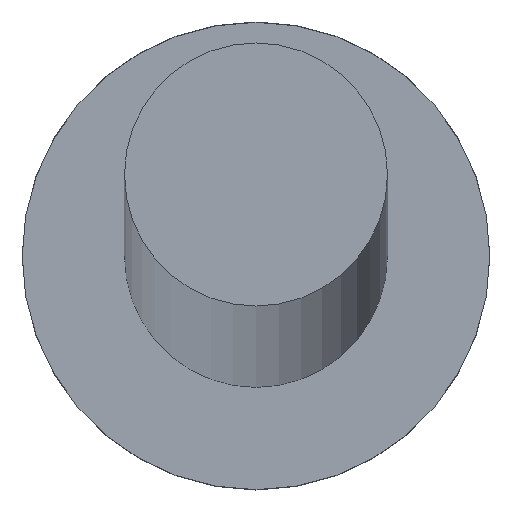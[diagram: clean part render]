
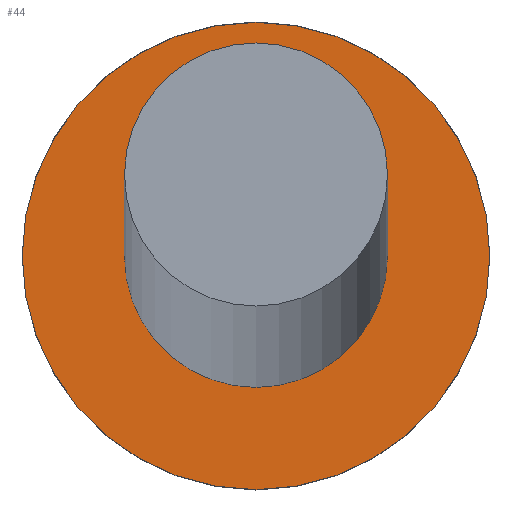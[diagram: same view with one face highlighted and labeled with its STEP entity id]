
A CAD part, top view. The second image highlights one B-rep face of the part: STEP entity #44.
In plain terms, the highlighted planar face has unit normal (0, 0, 1).
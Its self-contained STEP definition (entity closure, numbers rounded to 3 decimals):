
#7 = CIRCLE ( 'NONE', #174, 2.25 ) ;
#13 = CARTESIAN_POINT ( 'NONE',  ( 0., 0., 3. ) ) ;
#17 = FACE_OUTER_BOUND ( 'NONE', #134, .T. ) ;
#39 = DIRECTION ( 'NONE',  ( 0., 0., 1. ) ) ;
#44 = ADVANCED_FACE ( 'NONE', ( #154, #17 ), #187, .T. ) ;
#45 = ORIENTED_EDGE ( 'NONE', *, *, #207, .F. ) ;
#46 = CARTESIAN_POINT ( 'NONE',  ( 0., 0., 3. ) ) ;
#49 = EDGE_CURVE ( 'NONE', #122, #205, #121, .T. ) ;
#51 = ORIENTED_EDGE ( 'NONE', *, *, #49, .T. ) ;
#61 = DIRECTION ( 'NONE',  ( 0., 0., 1. ) ) ;
#75 = DIRECTION ( 'NONE',  ( 0., 0., 1. ) ) ;
#84 = AXIS2_PLACEMENT_3D ( 'NONE', #178, #61, #160 ) ;
#100 = DIRECTION ( 'NONE',  ( 1., 0., 0. ) ) ;
#114 = CARTESIAN_POINT ( 'NONE',  ( 4., 0., 3. ) ) ;
#118 = VERTEX_POINT ( 'NONE', #120 ) ;
#119 = CARTESIAN_POINT ( 'NONE',  ( 0., 0., 3. ) ) ;
#120 = CARTESIAN_POINT ( 'NONE',  ( -2.25, 0., 3. ) ) ;
#121 = CIRCLE ( 'NONE', #244, 4. ) ;
#122 = VERTEX_POINT ( 'NONE', #168 ) ;
#134 = EDGE_LOOP ( 'NONE', ( #51, #241 ) ) ;
#151 = VERTEX_POINT ( 'NONE', #181 ) ;
#154 = FACE_BOUND ( 'NONE', #248, .T. ) ;
#159 = DIRECTION ( 'NONE',  ( 1., 0., 0. ) ) ;
#160 = DIRECTION ( 'NONE',  ( 1., 0., 0. ) ) ;
#167 = CIRCLE ( 'NONE', #84, 2.25 ) ;
#168 = CARTESIAN_POINT ( 'NONE',  ( -4., 0., 3. ) ) ;
#174 = AXIS2_PLACEMENT_3D ( 'NONE', #119, #210, #190 ) ;
#178 = CARTESIAN_POINT ( 'NONE',  ( 0., 0., 3. ) ) ;
#180 = DIRECTION ( 'NONE',  ( 0., 0., 1. ) ) ;
#181 = CARTESIAN_POINT ( 'NONE',  ( 2.25, 0., 3. ) ) ;
#182 = CIRCLE ( 'NONE', #243, 4. ) ;
#187 = PLANE ( 'NONE',  #203 ) ;
#189 = EDGE_CURVE ( 'NONE', #205, #122, #182, .T. ) ;
#190 = DIRECTION ( 'NONE',  ( 1., 0., 0. ) ) ;
#194 = CARTESIAN_POINT ( 'NONE',  ( 0., 0., 3. ) ) ;
#200 = DIRECTION ( 'NONE',  ( 1., 0., 0. ) ) ;
#203 = AXIS2_PLACEMENT_3D ( 'NONE', #13, #180, #200 ) ;
#205 = VERTEX_POINT ( 'NONE', #114 ) ;
#207 = EDGE_CURVE ( 'NONE', #151, #118, #167, .T. ) ;
#210 = DIRECTION ( 'NONE',  ( 0., 0., 1. ) ) ;
#214 = EDGE_CURVE ( 'NONE', #118, #151, #7, .T. ) ;
#229 = ORIENTED_EDGE ( 'NONE', *, *, #214, .F. ) ;
#241 = ORIENTED_EDGE ( 'NONE', *, *, #189, .T. ) ;
#243 = AXIS2_PLACEMENT_3D ( 'NONE', #46, #39, #100 ) ;
#244 = AXIS2_PLACEMENT_3D ( 'NONE', #194, #75, #159 ) ;
#248 = EDGE_LOOP ( 'NONE', ( #229, #45 ) ) ;
